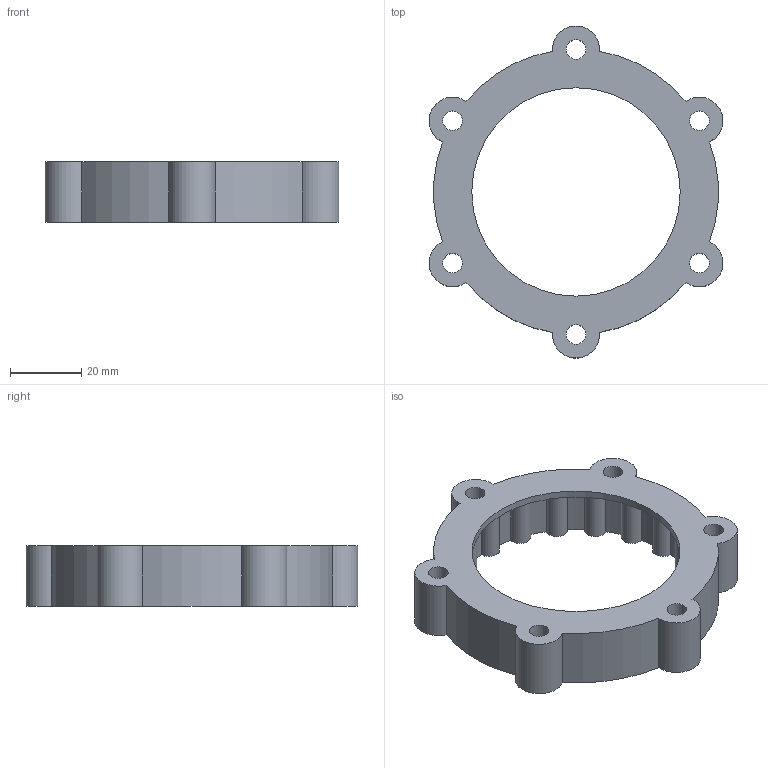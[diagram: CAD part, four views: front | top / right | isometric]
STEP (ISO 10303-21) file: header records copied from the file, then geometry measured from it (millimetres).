
FILE_DESCRIPTION(/* description */ ('STEP AP242','CAx-IF Rec.Pracs.---Representation and Presentation of Product Manufacturing Information (PMI)---4.0---2014-10-13','CAx-IF Rec.Pracs.---3D Tessellated Geometry---0.4---2014-09-14','2;1'),/* implementation_level */ '2;1');
FILE_NAME(/* name */ '65daa4c5f3c31e2e3b9dc25c',/* time_stamp */ '2024-02-25T02:24:06Z',/* author */ (''),/* organization */ (''),/* preprocessor_version */ 'ST-DEVELOPER v19.4',/* originating_system */ ' ',/* authorisation */ ' ');
FILE_SCHEMA (('AP242_MANAGED_MODEL_BASED_3D_ENGINEERING_MIM_LF { 1 0 10303 442 1 1 4 }'));
Length unit declared in the file: metre
Products named in the file (1): Housing
Bounding box: 82.44 x 93.16 x 17 mm (x, y, z)
Volume: 32619.6 mm3; surface area: 16735.1 mm2
Topology: 1 solids, 1 shells, 62 faces, 183 edges, 124 vertices
Faces by surface type: cylinder 59, plane 3
Full cylindrical faces by diameter (mm): 5.5 x6, 58.5 x1
Entity records: 2114 total; most frequent: DIRECTION 414, CARTESIAN_POINT 351, ORIENTED_EDGE 340, AXIS2_PLACEMENT_3D 181, EDGE_CURVE 170, VERTEX_POINT 118, CIRCLE 118, EDGE_LOOP 84
